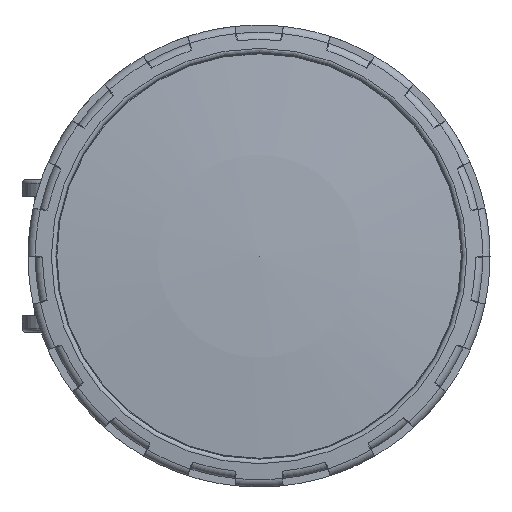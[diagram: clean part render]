
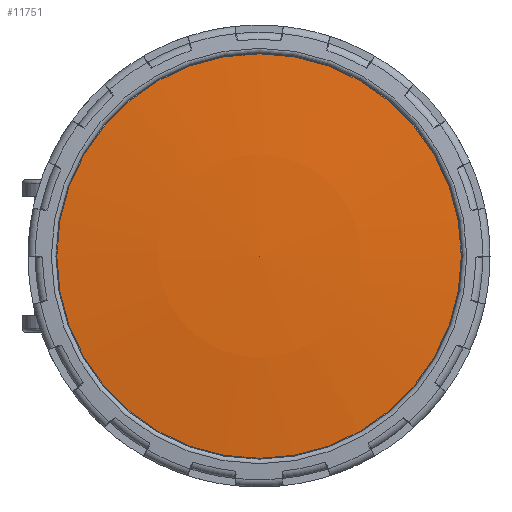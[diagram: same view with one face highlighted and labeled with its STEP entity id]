
A CAD part, left-side view. The second image highlights one B-rep face of the part: STEP entity #11751.
In plain terms, the highlighted spherical face has radius 457.5 mm.
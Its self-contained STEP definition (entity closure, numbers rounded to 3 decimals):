
#535=SPHERICAL_SURFACE('',#59618,457.5);
#5959=CIRCLE('',#59617,49.05);
#11751=ADVANCED_FACE('',(#15745),#535,.T.);
#15745=FACE_OUTER_BOUND('',#19488,.T.);
#19488=EDGE_LOOP('',(#35043));
#35043=ORIENTED_EDGE('',*,*,#48208,.T.);
#40388=VERTEX_POINT('',#119909);
#48208=EDGE_CURVE('',#40388,#40388,#5959,.T.);
#59617=AXIS2_PLACEMENT_3D('',#119908,#73700,#73701);
#59618=AXIS2_PLACEMENT_3D('',#119910,#73702,#73703);
#73700=DIRECTION('',(-1.,0.,0.));
#73701=DIRECTION('',(0.,1.,0.));
#73702=DIRECTION('',(-1.,0.,0.));
#73703=DIRECTION('',(0.,-1.,0.));
#119908=CARTESIAN_POINT('',(-87.013,0.,0.));
#119909=CARTESIAN_POINT('',(-87.013,49.05,0.));
#119910=CARTESIAN_POINT('',(367.85,0.,0.));
